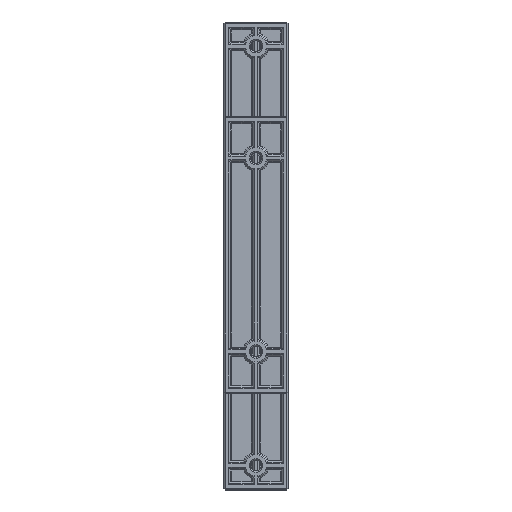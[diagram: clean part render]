
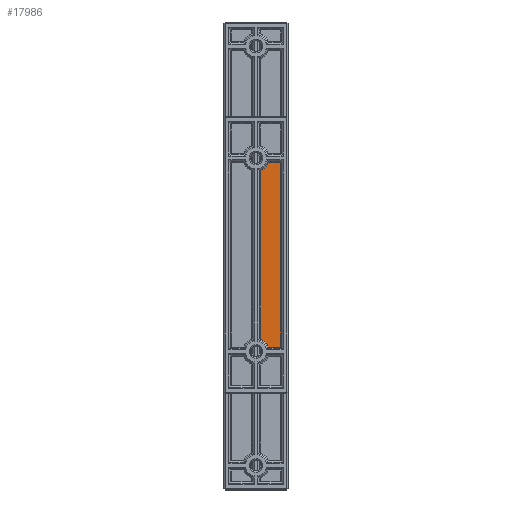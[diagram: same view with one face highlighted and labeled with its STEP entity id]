
A CAD part, top view. The second image highlights one B-rep face of the part: STEP entity #17986.
In plain terms, the highlighted planar face has unit normal (0, 0, 1).
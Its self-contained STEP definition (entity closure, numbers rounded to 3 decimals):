
#1356=PLANE('',#19573);
#2587=FACE_OUTER_BOUND('',#3887,.T.);
#3887=EDGE_LOOP('',(#16361,#16362,#16363,#16364,#16365,#16366));
#5821=LINE('',#31023,#7818);
#5827=LINE('',#31040,#7824);
#5834=LINE('',#31051,#7831);
#5836=LINE('',#31054,#7833);
#7818=VECTOR('',#24343,10.);
#7824=VECTOR('',#24371,10.);
#7831=VECTOR('',#24386,10.);
#7833=VECTOR('',#24390,10.);
#8195=CIRCLE('',#19554,4.1);
#8198=CIRCLE('',#19561,4.1);
#9336=VERTEX_POINT('',#30926);
#9341=VERTEX_POINT('',#30939);
#9344=VERTEX_POINT('',#30946);
#9351=VERTEX_POINT('',#30969);
#9354=VERTEX_POINT('',#30978);
#9361=VERTEX_POINT('',#31001);
#11679=EDGE_CURVE('',#9354,#9361,#5821,.T.);
#11681=EDGE_CURVE('',#9361,#9351,#8195,.T.);
#11688=EDGE_CURVE('',#9344,#9354,#8198,.T.);
#11690=EDGE_CURVE('',#9351,#9341,#5827,.T.);
#11697=EDGE_CURVE('',#9336,#9344,#5834,.T.);
#11699=EDGE_CURVE('',#9341,#9336,#5836,.T.);
#16361=ORIENTED_EDGE('',*,*,#11679,.F.);
#16362=ORIENTED_EDGE('',*,*,#11688,.F.);
#16363=ORIENTED_EDGE('',*,*,#11697,.F.);
#16364=ORIENTED_EDGE('',*,*,#11699,.F.);
#16365=ORIENTED_EDGE('',*,*,#11690,.F.);
#16366=ORIENTED_EDGE('',*,*,#11681,.F.);
#17986=ADVANCED_FACE('',(#2587),#1356,.T.);
#19554=AXIS2_PLACEMENT_3D('',#31026,#24348,#24349);
#19561=AXIS2_PLACEMENT_3D('',#31037,#24366,#24367);
#19573=AXIS2_PLACEMENT_3D('',#31062,#24403,#24404);
#24343=DIRECTION('',(0.,1.,0.));
#24348=DIRECTION('center_axis',(0.,0.,1.));
#24349=DIRECTION('ref_axis',(1.,0.,0.));
#24366=DIRECTION('center_axis',(0.,0.,1.));
#24367=DIRECTION('ref_axis',(1.,0.,0.));
#24371=DIRECTION('',(1.,0.,0.));
#24386=DIRECTION('',(-1.,0.,0.));
#24390=DIRECTION('',(0.,-1.,0.));
#24403=DIRECTION('center_axis',(0.,0.,1.));
#24404=DIRECTION('ref_axis',(1.,0.,0.));
#30926=CARTESIAN_POINT('',(7.6,-28.6,185.6));
#30939=CARTESIAN_POINT('',(7.6,28.6,185.6));
#30946=CARTESIAN_POINT('',(3.854,-28.6,185.6));
#30969=CARTESIAN_POINT('',(3.854,28.6,185.6));
#30978=CARTESIAN_POINT('',(1.4,-26.146,185.6));
#31001=CARTESIAN_POINT('',(1.4,26.146,185.6));
#31023=CARTESIAN_POINT('',(1.4,-13.219,185.6));
#31026=CARTESIAN_POINT('Origin',(0.,30.,185.6));
#31037=CARTESIAN_POINT('Origin',(0.,-30.,185.6));
#31040=CARTESIAN_POINT('',(1.781,28.6,185.6));
#31051=CARTESIAN_POINT('',(4.,-28.6,185.6));
#31054=CARTESIAN_POINT('',(7.6,-21.5,185.6));
#31062=CARTESIAN_POINT('Origin',(0.,0.,
185.6));
